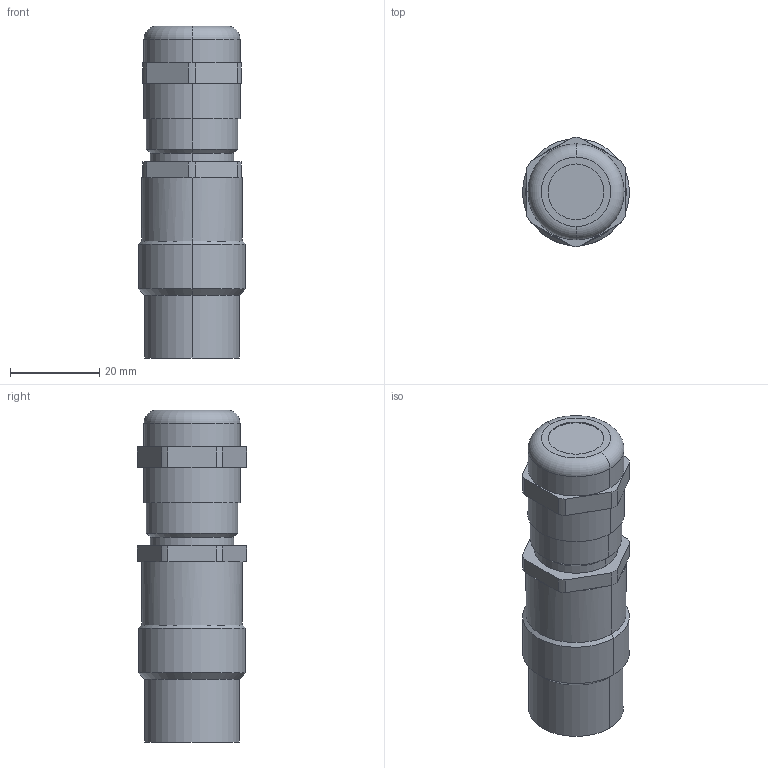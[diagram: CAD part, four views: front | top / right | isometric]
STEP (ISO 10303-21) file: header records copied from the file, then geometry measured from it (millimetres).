
FILE_DESCRIPTION((''),'2;1');
FILE_NAME('UTOS12JCL-CATALOGUE','2010-12-09T',('Gsineau'),('SOURIAU'),'PRO/ENGINEER BY PARAMETRIC TECHNOLOGY CORPORATION, 2010140','PRO/ENGINEER BY PARAMETRIC TECHNOLOGY CORPORATION, 2010140','');
FILE_SCHEMA(('CONFIG_CONTROL_DESIGN'));
Length unit declared in the file: millimetre
Products named in the file (1): UTOS12JCL-CATALOGUE
Bounding box: 24 x 24.49 x 74.5 mm (x, y, z)
Volume: 28162.2 mm3; surface area: 6220.4 mm2
Topology: 1 solids, 1 shells, 70 faces, 160 edges, 98 vertices
Faces by surface type: plane 32, cylinder 28, cone 8, torus 2
Entity records: 2010 total; most frequent: DIRECTION 376, CARTESIAN_POINT 328, ORIENTED_EDGE 320, EDGE_CURVE 160, AXIS2_PLACEMENT_3D 146, VERTEX_POINT 98, VECTOR 84, LINE 84
